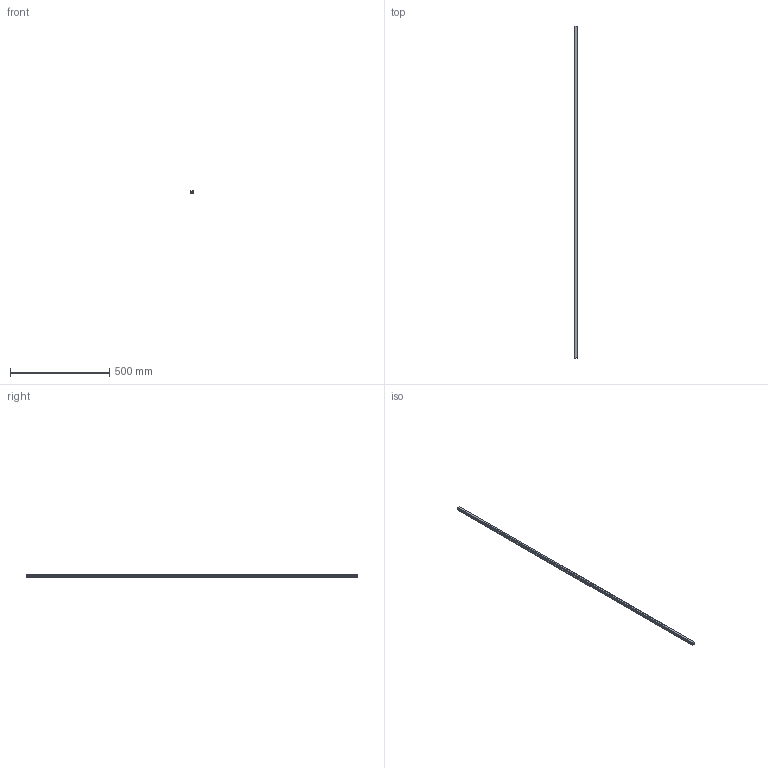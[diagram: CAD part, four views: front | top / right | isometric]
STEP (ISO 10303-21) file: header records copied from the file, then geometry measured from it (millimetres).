
FILE_DESCRIPTION(('STEP AP214'),'1');
FILE_NAME('cctmp_96264F87-0598-4EB8-A4D0-3266A11C3003_2021_01_19_13_04_16_0727..stp','2021-01-19T12:04:16',('HIWIN GmbH'),('CADClick - www.CADClick.com'),'Spatial InterOp 3D',' ','unknown authorization');
FILE_SCHEMA(('AUTOMOTIVE_DESIGN'));
Length unit declared in the file: millimetre
Products named in the file (1): HGR15T1670C_FILE
Bounding box: 15 x 1670 x 15 mm (x, y, z)
Volume: 313458.5 mm3; surface area: 106116.4 mm2
Topology: 1 solids, 1 shells, 227 faces, 607 edges, 358 vertices
Faces by surface type: plane 89, cylinder 82, cone 56
Entity records: 8465 total; most frequent: DIRECTION 1171, CARTESIAN_POINT 1137, ORIENTED_EDGE 1102, EDGE_CURVE 551, AXIS2_PLACEMENT_3D 392, LINE 387, VECTOR 387, VERTEX_POINT 358
